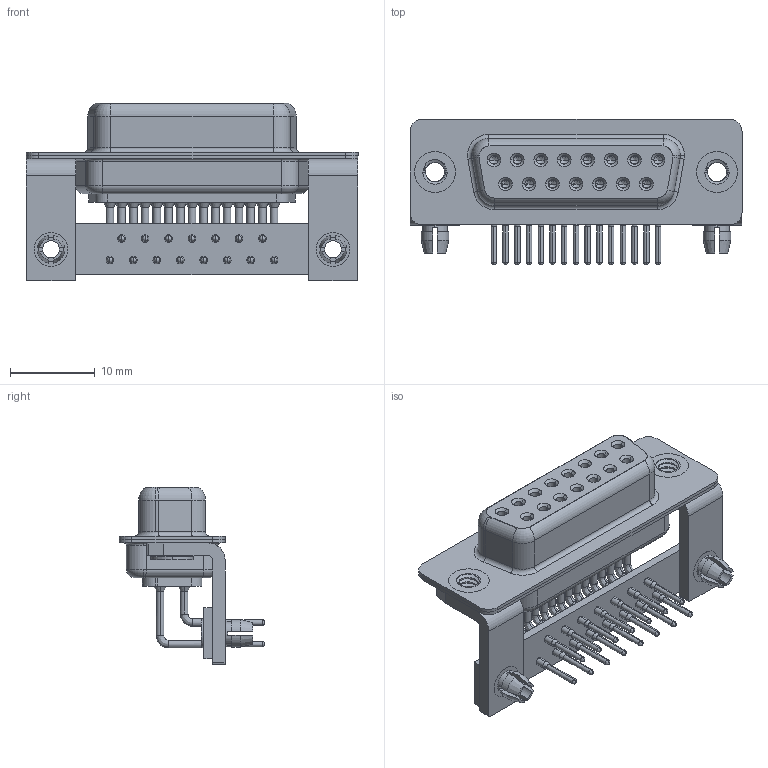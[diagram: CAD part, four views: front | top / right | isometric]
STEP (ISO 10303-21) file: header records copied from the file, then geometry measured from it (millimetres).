
FILE_DESCRIPTION (( 'STEP AP203' ), '1' );
FILE_NAME ('630-M15-240-WN3.STEP', '2018-09-25T21:51:20', ( '' ), ( '' ), 'SwSTEP 2.0', 'SolidWorks 2016', '' );
FILE_SCHEMA (( 'CONFIG_CONTROL_DESIGN' ));
Length unit declared in the file: millimetre
Products named in the file (10): 630M Housing_15 Contacts; 630-M15-240-WN3; 630M Shell Front_15 Contacts; 630M Shell Rear_15 Contacts; 630M Contact Row 1; 630M Contact Row 2; 630M 4-40 Threaded Rivet_Stabilizer; 630M Stabilizer Bracket; 630M Stabilizer Board_15 Contacts; 630M Board Lock
Assembly tree (25 placements, depth 2):
  630-M15-240-WN3
    630M Housing_15 Contacts
    630M Shell Front_15 Contacts
    630M Shell Rear_15 Contacts
    630M Contact Row 1  x8
    630M Contact Row 2  x7
    630M 4-40 Threaded Rivet_Stabilizer  x2
    630M Stabilizer Bracket  x2
    630M Stabilizer Board_15 Contacts
    630M Board Lock  x2
Bounding box: 39.2 x 17.2 x 21 mm (x, y, z)
Volume: 3090.3 mm3; surface area: 7957.9 mm2
Topology: 25 solids, 25 shells, 1246 faces, 3176 edges, 2010 vertices
Faces by surface type: cylinder 566, plane 366, cone 185, bspline 66, torus 63
Entity records: 21896 total; most frequent: CARTESIAN_POINT 4988, DIRECTION 3513, ORIENTED_EDGE 3040, EDGE_CURVE 1520, AXIS2_PLACEMENT_3D 1446, VERTEX_POINT 971, CIRCLE 802, EDGE_LOOP 771
